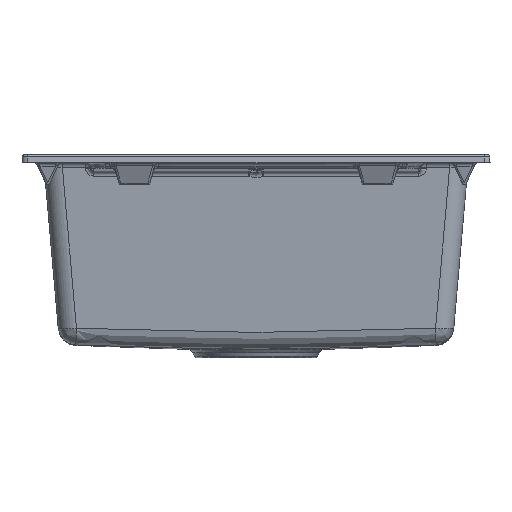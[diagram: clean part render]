
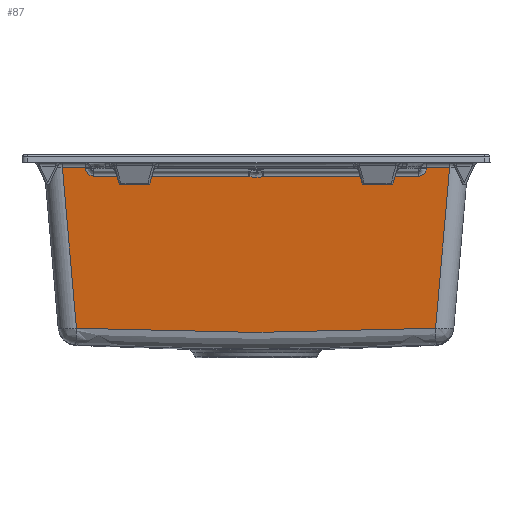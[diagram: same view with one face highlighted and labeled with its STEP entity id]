
A CAD part, left-side view. The second image highlights one B-rep face of the part: STEP entity #87.
In plain terms, the highlighted planar face has unit normal (-0.996, 0, -0.087).
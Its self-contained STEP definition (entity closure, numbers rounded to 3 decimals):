
#87=ADVANCED_FACE('',(#421),#4795,.T.);
#421=FACE_OUTER_BOUND('',#764,.T.);
#764=EDGE_LOOP('',(#1430,#1431,#1432,#1433,#1434,#1435,#1436,#1437,#1438,
#1439,#1440,#1441));
#1430=ORIENTED_EDGE('',*,*,#2926,.T.);
#1431=ORIENTED_EDGE('',*,*,#2927,.T.);
#1432=ORIENTED_EDGE('',*,*,#3152,.T.);
#1433=ORIENTED_EDGE('',*,*,#2928,.T.);
#1434=ORIENTED_EDGE('',*,*,#3019,.T.);
#1435=ORIENTED_EDGE('',*,*,#3037,.T.);
#1436=ORIENTED_EDGE('',*,*,#3026,.T.);
#1437=ORIENTED_EDGE('',*,*,#2929,.T.);
#1438=ORIENTED_EDGE('',*,*,#3158,.T.);
#1439=ORIENTED_EDGE('',*,*,#2930,.T.);
#1440=ORIENTED_EDGE('',*,*,#2931,.T.);
#1441=ORIENTED_EDGE('',*,*,#2932,.T.);
#2926=EDGE_CURVE('',#4578,#4579,#3601,.T.);
#2927=EDGE_CURVE('',#4579,#4580,#3982,.T.);
#2928=EDGE_CURVE('',#4581,#4582,#3602,.T.);
#2929=EDGE_CURVE('',#4585,#4586,#3603,.T.);
#2930=EDGE_CURVE('',#4587,#4588,#3983,.T.);
#2931=EDGE_CURVE('',#4588,#4589,#3604,.T.);
#2932=EDGE_CURVE('',#4589,#4578,#3605,.T.);
#3019=EDGE_CURVE('',#4582,#4583,#3661,.T.);
#3026=EDGE_CURVE('',#4584,#4585,#3666,.T.);
#3037=EDGE_CURVE('',#4583,#4584,#3670,.T.);
#3152=EDGE_CURVE('',#4580,#4581,#3740,.T.);
#3158=EDGE_CURVE('',#4586,#4587,#3743,.T.);
#3601=B_SPLINE_CURVE_WITH_KNOTS('',1,(#13703,#13704),.UNSPECIFIED.,.F.,
 .F.,(2,2),(0.,165.401),.UNSPECIFIED.);
#3602=B_SPLINE_CURVE_WITH_KNOTS('',1,(#13709,#13710),.UNSPECIFIED.,.F.,
 .F.,(2,2),(0.,24.597),.UNSPECIFIED.);
#3603=B_SPLINE_CURVE_WITH_KNOTS('',1,(#13711,#13712),.UNSPECIFIED.,.F.,
 .F.,(2,2),(0.,24.597),.UNSPECIFIED.);
#3604=B_SPLINE_CURVE_WITH_KNOTS('',1,(#13717,#13718),.UNSPECIFIED.,.F.,
 .F.,(2,2),(0.,165.401),.UNSPECIFIED.);
#3605=B_SPLINE_CURVE_WITH_KNOTS('',3,(#13719,#13720,#13721,#13722,#13723,
#13724,#13725,#13726,#13727,#13728,#13729,#13730,#13731,#13732),
 .UNSPECIFIED.,.F.,.F.,(4,2,2,2,2,2,4),(0.,4.006,6.01,
8.013,12.019,14.022,16.026),
 .UNSPECIFIED.);
#3661=B_SPLINE_CURVE_WITH_KNOTS('',1,(#14033,#14034),.UNSPECIFIED.,.F.,
 .F.,(2,2),(-172.801,0.),.UNSPECIFIED.);
#3666=B_SPLINE_CURVE_WITH_KNOTS('',1,(#14049,#14050),.UNSPECIFIED.,.F.,
 .F.,(2,2),(-172.801,0.),.UNSPECIFIED.);
#3670=B_SPLINE_CURVE_WITH_KNOTS('',3,(#14101,#14102,#14103,#14104,#14105,
#14106,#14107,#14108,#14109,#14110,#14111,#14112,#14113,#14114,#14115,#14116,
#14117,#14118,#14119,#14120,#14121,#14122),.UNSPECIFIED.,.F.,.F.,(4,2,2,
2,2,2,2,2,2,2,4),(-383.785,-335.812,-287.839,
-239.865,-215.879,-191.892,-167.906,
-143.919,-95.946,-47.973,0.),.UNSPECIFIED.);
#3740=B_SPLINE_CURVE_WITH_KNOTS('',1,(#14680,#14681),.UNSPECIFIED.,.F.,
 .F.,(2,2),(-0.677,0.),.UNSPECIFIED.);
#3743=B_SPLINE_CURVE_WITH_KNOTS('',1,(#14695,#14696),.UNSPECIFIED.,.F.,
 .F.,(2,2),(-0.677,0.),.UNSPECIFIED.);
#3982=(
BOUNDED_CURVE()
B_SPLINE_CURVE(3,(#13705,#13706,#13707,#13708),.UNSPECIFIED.,.F.,.F.)
B_SPLINE_CURVE_WITH_KNOTS((4,4),(0.,14.776),.UNSPECIFIED.)
CURVE()
GEOMETRIC_REPRESENTATION_ITEM()
RATIONAL_B_SPLINE_CURVE((1.,0.825,0.825,1.))
REPRESENTATION_ITEM('')
);
#3983=(
BOUNDED_CURVE()
B_SPLINE_CURVE(3,(#13713,#13714,#13715,#13716),.UNSPECIFIED.,.F.,.F.)
B_SPLINE_CURVE_WITH_KNOTS((4,4),(0.,14.776),.UNSPECIFIED.)
CURVE()
GEOMETRIC_REPRESENTATION_ITEM()
RATIONAL_B_SPLINE_CURVE((1.,0.825,0.825,1.))
REPRESENTATION_ITEM('')
);
#4578=VERTEX_POINT('',#12506);
#4579=VERTEX_POINT('',#12507);
#4580=VERTEX_POINT('',#12508);
#4581=VERTEX_POINT('',#12509);
#4582=VERTEX_POINT('',#12510);
#4583=VERTEX_POINT('',#12511);
#4584=VERTEX_POINT('',#12512);
#4585=VERTEX_POINT('',#12513);
#4586=VERTEX_POINT('',#12514);
#4587=VERTEX_POINT('',#12515);
#4588=VERTEX_POINT('',#12516);
#4589=VERTEX_POINT('',#12517);
#4795=PLANE('',#5150);
#5150=AXIS2_PLACEMENT_3D('',#6518,#5341,$);
#5341=DIRECTION('',(-0.996,0.,-0.087));
#6518=CARTESIAN_POINT('',(-4.331,-356.974,-99.233));
#12506=CARTESIAN_POINT('',(-20.484,-100.957,85.399));
#12507=CARTESIAN_POINT('',(-20.484,64.444,85.399));
#12508=CARTESIAN_POINT('',(-21.203,73.41,93.621));
#12509=CARTESIAN_POINT('',(-21.262,73.469,94.293));
#12510=CARTESIAN_POINT('',(-21.262,98.066,94.293));
#12511=CARTESIAN_POINT('',(-6.258,83.063,-77.2));
#12512=CARTESIAN_POINT('',(-6.258,-300.603,-77.2));
#12513=CARTESIAN_POINT('',(-21.262,-315.606,94.293));
#12514=CARTESIAN_POINT('',(-21.262,-291.009,94.293));
#12515=CARTESIAN_POINT('',(-21.203,-290.95,93.621));
#12516=CARTESIAN_POINT('',(-20.484,-281.984,85.399));
#12517=CARTESIAN_POINT('',(-20.484,-116.583,85.399));
#13703=CARTESIAN_POINT('',(-20.484,-100.957,85.399));
#13704=CARTESIAN_POINT('',(-20.484,64.444,85.399));
#13705=CARTESIAN_POINT('',(-20.484,64.444,85.399));
#13706=CARTESIAN_POINT('',(-20.484,69.358,85.399));
#13707=CARTESIAN_POINT('',(-20.775,72.982,88.721));
#13708=CARTESIAN_POINT('',(-21.203,73.41,93.621));
#13709=CARTESIAN_POINT('',(-21.262,73.469,94.293));
#13710=CARTESIAN_POINT('',(-21.262,98.066,94.293));
#13711=CARTESIAN_POINT('',(-21.262,-315.606,94.293));
#13712=CARTESIAN_POINT('',(-21.262,-291.009,94.293));
#13713=CARTESIAN_POINT('',(-21.203,-290.95,93.621));
#13714=CARTESIAN_POINT('',(-20.775,-290.522,88.721));
#13715=CARTESIAN_POINT('',(-20.484,-286.898,85.399));
#13716=CARTESIAN_POINT('',(-20.484,-281.984,85.399));
#13717=CARTESIAN_POINT('',(-20.484,-281.984,85.399));
#13718=CARTESIAN_POINT('',(-20.484,-116.583,85.399));
#13719=CARTESIAN_POINT('',(-20.484,-116.583,85.399));
#13720=CARTESIAN_POINT('',(-20.44,-115.334,84.9));
#13721=CARTESIAN_POINT('',(-20.408,-114.057,84.528));
#13722=CARTESIAN_POINT('',(-20.375,-112.103,84.151));
#13723=CARTESIAN_POINT('',(-20.366,-111.445,84.056));
#13724=CARTESIAN_POINT('',(-20.355,-110.116,83.929));
#13725=CARTESIAN_POINT('',(-20.352,-109.441,83.896));
#13726=CARTESIAN_POINT('',(-20.352,-107.435,83.896));
#13727=CARTESIAN_POINT('',(-20.364,-106.114,84.022));
#13728=CARTESIAN_POINT('',(-20.396,-104.156,84.397));
#13729=CARTESIAN_POINT('',(-20.41,-103.507,84.553));
#13730=CARTESIAN_POINT('',(-20.443,-102.218,84.93));
#13731=CARTESIAN_POINT('',(-20.462,-101.582,85.149));
#13732=CARTESIAN_POINT('',(-20.484,-100.957,85.399));
#14033=CARTESIAN_POINT('',(-21.262,98.066,94.293));
#14034=CARTESIAN_POINT('',(-6.258,83.063,-77.2));
#14049=CARTESIAN_POINT('',(-6.258,-300.603,-77.2));
#14050=CARTESIAN_POINT('',(-21.262,-315.606,94.293));
#14101=CARTESIAN_POINT('',(-6.258,83.063,-77.2));
#14102=CARTESIAN_POINT('',(-6.213,67.081,-77.714));
#14103=CARTESIAN_POINT('',(-6.169,51.1,-78.219));
#14104=CARTESIAN_POINT('',(-6.084,19.136,-79.191));
#14105=CARTESIAN_POINT('',(-6.043,3.154,-79.66));
#14106=CARTESIAN_POINT('',(-5.969,-28.812,-80.512));
#14107=CARTESIAN_POINT('',(-5.935,-44.796,-80.897));
#14108=CARTESIAN_POINT('',(-5.898,-68.775,-81.323));
#14109=CARTESIAN_POINT('',(-5.888,-76.769,-81.439));
#14110=CARTESIAN_POINT('',(-5.874,-92.758,-81.597));
#14111=CARTESIAN_POINT('',(-5.87,-100.753,-81.639));
#14112=CARTESIAN_POINT('',(-5.87,-116.745,-81.639));
#14113=CARTESIAN_POINT('',(-5.874,-124.743,-81.597));
#14114=CARTESIAN_POINT('',(-5.887,-140.736,-81.439));
#14115=CARTESIAN_POINT('',(-5.898,-148.732,-81.324));
#14116=CARTESIAN_POINT('',(-5.935,-172.717,-80.898));
#14117=CARTESIAN_POINT('',(-5.969,-188.705,-80.512));
#14118=CARTESIAN_POINT('',(-6.043,-220.678,-79.66));
#14119=CARTESIAN_POINT('',(-6.084,-236.663,-79.192));
#14120=CARTESIAN_POINT('',(-6.169,-268.634,-78.219));
#14121=CARTESIAN_POINT('',(-6.213,-284.618,-77.715));
#14122=CARTESIAN_POINT('',(-6.258,-300.603,-77.2));
#14680=CARTESIAN_POINT('',(-21.203,73.41,93.621));
#14681=CARTESIAN_POINT('',(-21.262,73.469,94.293));
#14695=CARTESIAN_POINT('',(-21.262,-291.009,94.293));
#14696=CARTESIAN_POINT('',(-21.203,-290.95,93.621));
